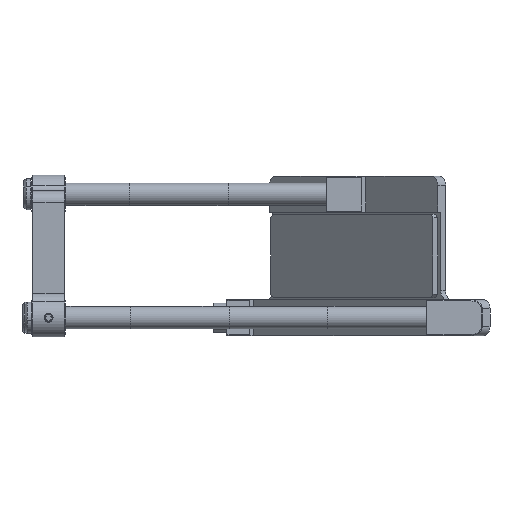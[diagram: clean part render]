
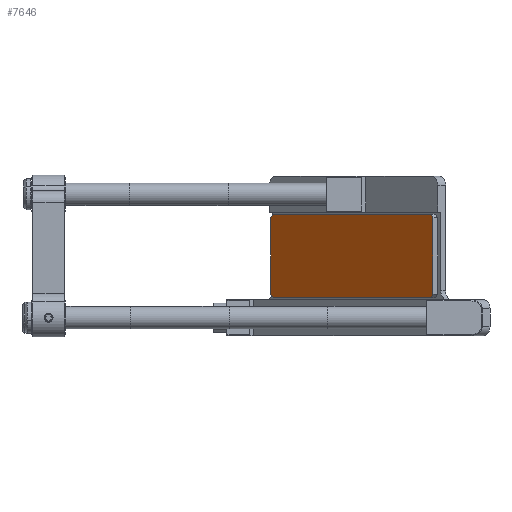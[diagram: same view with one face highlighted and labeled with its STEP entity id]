
A CAD part, left-side view. The second image highlights one B-rep face of the part: STEP entity #7646.
In plain terms, the highlighted planar face has unit normal (-0.707, 0.707, 0).
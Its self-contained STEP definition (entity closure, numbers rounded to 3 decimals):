
#16 = DIRECTION ( 'NONE',  ( 0., 0., -1. ) ) ;
#47 = LINE ( 'NONE', #2908, #7586 ) ;
#72 = CARTESIAN_POINT ( 'NONE',  ( -36.433, -170.191, 19.25 ) ) ;
#104 = DIRECTION ( 'NONE',  ( 0., 0., 1. ) ) ;
#224 = ORIENTED_EDGE ( 'NONE', *, *, #5890, .F. ) ;
#266 = ORIENTED_EDGE ( 'NONE', *, *, #2708, .F. ) ;
#425 = DIRECTION ( 'NONE',  ( -0.707, -0.707, 0. ) ) ;
#433 = CARTESIAN_POINT ( 'NONE',  ( -36.433, -170.191, -17.75 ) ) ;
#478 = FACE_OUTER_BOUND ( 'NONE', #1709, .T. ) ;
#489 = EDGE_CURVE ( 'NONE', #5679, #1419, #6357, .T. ) ;
#694 = DIRECTION ( 'NONE',  ( -0.5, -0.5, -0.707 ) ) ;
#1206 = VECTOR ( 'NONE', #694, 1000. ) ;
#1282 = VECTOR ( 'NONE', #104, 1000. ) ;
#1354 = LINE ( 'NONE', #4167, #7030 ) ;
#1419 = VERTEX_POINT ( 'NONE', #433 ) ;
#1494 = CARTESIAN_POINT ( 'NONE',  ( -37.494, -171.251, -16.25 ) ) ;
#1514 = ORIENTED_EDGE ( 'NONE', *, *, #3101, .F. ) ;
#1651 = EDGE_CURVE ( 'NONE', #5787, #3262, #1354, .T. ) ;
#1678 = EDGE_CURVE ( 'NONE', #4254, #3645, #2871, .T. ) ;
#1695 = AXIS2_PLACEMENT_3D ( 'NONE', #2681, #1854, #1900 ) ;
#1709 = EDGE_LOOP ( 'NONE', ( #4174, #3907, #3337, #6940, #266, #7948, #1514, #224 ) ) ;
#1854 = DIRECTION ( 'NONE',  ( -0.707, 0.707, 0. ) ) ;
#1900 = DIRECTION ( 'NONE',  ( -0.707, -0.707, 0. ) ) ;
#2211 = DIRECTION ( 'NONE',  ( 0.707, 0.707, 0. ) ) ;
#2236 = CARTESIAN_POINT ( 'NONE',  ( -36.433, -170.191, 19.25 ) ) ;
#2681 = CARTESIAN_POINT ( 'NONE',  ( 210.574, 76.816, 1.5 ) ) ;
#2708 = EDGE_CURVE ( 'NONE', #1419, #5787, #47, .T. ) ;
#2773 = DIRECTION ( 'NONE',  ( 0.5, 0.5, -0.707 ) ) ;
#2777 = DIRECTION ( 'NONE',  ( -0.5, -0.5, 0.707 ) ) ;
#2871 = LINE ( 'NONE', #8383, #3380 ) ;
#2908 = CARTESIAN_POINT ( 'NONE',  ( -36.433, -170.191, -17.75 ) ) ;
#3101 = EDGE_CURVE ( 'NONE', #8791, #5679, #8335, .T. ) ;
#3111 = VECTOR ( 'NONE', #425, 1000. ) ;
#3262 = VERTEX_POINT ( 'NONE', #7961 ) ;
#3309 = EDGE_CURVE ( 'NONE', #3262, #4254, #6401, .T. ) ;
#3337 = ORIENTED_EDGE ( 'NONE', *, *, #3309, .F. ) ;
#3380 = VECTOR ( 'NONE', #2777, 1000. ) ;
#3645 = VERTEX_POINT ( 'NONE', #7080 ) ;
#3907 = ORIENTED_EDGE ( 'NONE', *, *, #1678, .F. ) ;
#4167 = CARTESIAN_POINT ( 'NONE',  ( 33.605, -100.153, -17.75 ) ) ;
#4174 = ORIENTED_EDGE ( 'NONE', *, *, #6542, .F. ) ;
#4206 = CARTESIAN_POINT ( 'NONE',  ( 33.605, -100.153, -17.75 ) ) ;
#4254 = VERTEX_POINT ( 'NONE', #5369 ) ;
#4885 = CARTESIAN_POINT ( 'NONE',  ( -37.494, -171.251, -16.25 ) ) ;
#5066 = CARTESIAN_POINT ( 'NONE',  ( -37.494, -171.251, 17.75 ) ) ;
#5369 = CARTESIAN_POINT ( 'NONE',  ( 34.665, -99.092, 17.75 ) ) ;
#5442 = CARTESIAN_POINT ( 'NONE',  ( -37.494, -171.251, 17.75 ) ) ;
#5679 = VERTEX_POINT ( 'NONE', #4885 ) ;
#5760 = LINE ( 'NONE', #5066, #1206 ) ;
#5787 = VERTEX_POINT ( 'NONE', #4206 ) ;
#5890 = EDGE_CURVE ( 'NONE', #6482, #8791, #5760, .T. ) ;
#5896 = CARTESIAN_POINT ( 'NONE',  ( 34.665, -99.092, 17.75 ) ) ;
#6127 = VECTOR ( 'NONE', #16, 1000. ) ;
#6261 = DIRECTION ( 'NONE',  ( 0.5, 0.5, 0.707 ) ) ;
#6357 = LINE ( 'NONE', #1494, #7007 ) ;
#6401 = LINE ( 'NONE', #5896, #1282 ) ;
#6482 = VERTEX_POINT ( 'NONE', #72 ) ;
#6542 = EDGE_CURVE ( 'NONE', #3645, #6482, #8531, .T. ) ;
#6849 = PLANE ( 'NONE',  #1695 ) ;
#6940 = ORIENTED_EDGE ( 'NONE', *, *, #1651, .F. ) ;
#7007 = VECTOR ( 'NONE', #2773, 1000. ) ;
#7030 = VECTOR ( 'NONE', #6261, 1000. ) ;
#7080 = CARTESIAN_POINT ( 'NONE',  ( 33.605, -100.153, 19.25 ) ) ;
#7586 = VECTOR ( 'NONE', #2211, 1000. ) ;
#7646 = ADVANCED_FACE ( 'NONE', ( #478 ), #6849, .T. ) ;
#7948 = ORIENTED_EDGE ( 'NONE', *, *, #489, .F. ) ;
#7961 = CARTESIAN_POINT ( 'NONE',  ( 34.665, -99.092, -16.25 ) ) ;
#8335 = LINE ( 'NONE', #8384, #6127 ) ;
#8383 = CARTESIAN_POINT ( 'NONE',  ( 33.605, -100.153, 19.25 ) ) ;
#8384 = CARTESIAN_POINT ( 'NONE',  ( -37.494, -171.251, 17.75 ) ) ;
#8531 = LINE ( 'NONE', #2236, #3111 ) ;
#8791 = VERTEX_POINT ( 'NONE', #5442 ) ;
